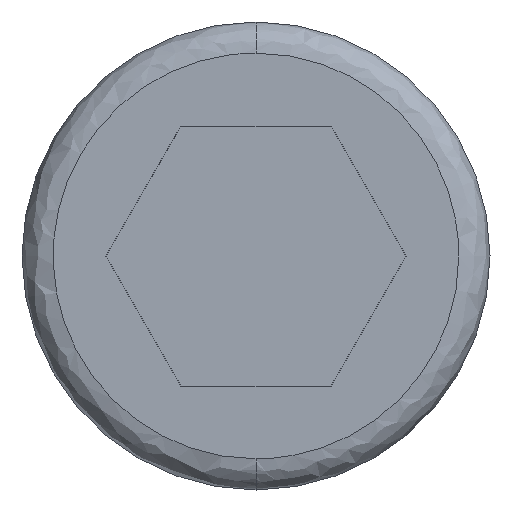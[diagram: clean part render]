
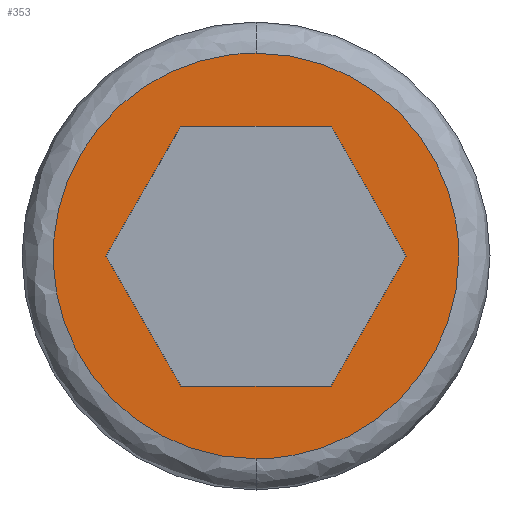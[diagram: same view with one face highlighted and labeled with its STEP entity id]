
A CAD part, front view. The second image highlights one B-rep face of the part: STEP entity #353.
In plain terms, the highlighted planar face has unit normal (0, -1, 0).
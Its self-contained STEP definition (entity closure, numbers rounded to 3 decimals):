
#10 = ORIENTED_EDGE ( 'NONE', *, *, #215, .F. ) ;
#14 = CARTESIAN_POINT ( 'NONE',  ( 2.887, -12., -5. ) ) ;
#15 = VECTOR ( 'NONE', #357, 1000. ) ;
#16 = VECTOR ( 'NONE', #307, 1000. ) ;
#24 = CARTESIAN_POINT ( 'NONE',  ( -4.569, -12., -7.8 ) ) ;
#36 = EDGE_CURVE ( 'NONE', #707, #813, #773, .T. ) ;
#56 = PLANE ( 'NONE',  #535 ) ;
#62 = CARTESIAN_POINT ( 'NONE',  ( -2.887, -12., 5. ) ) ;
#74 = VERTEX_POINT ( 'NONE', #573 ) ;
#80 = LINE ( 'NONE', #304, #16 ) ;
#81 = CARTESIAN_POINT ( 'NONE',  ( 5.774, -12., 0. ) ) ;
#89 = LINE ( 'NONE', #553, #15 ) ;
#106 = ORIENTED_EDGE ( 'NONE', *, *, #116, .F. ) ;
#116 = EDGE_CURVE ( 'NONE', #176, #414, #139, .T. ) ;
#121 = CARTESIAN_POINT ( 'NONE',  ( 5.774, -12., 0. ) ) ;
#139 =( BOUNDED_CURVE ( )  B_SPLINE_CURVE ( 3, ( #774, #431, #154, #706 ),
 .UNSPECIFIED., .F., .F. ) 
 B_SPLINE_CURVE_WITH_KNOTS ( ( 4, 4 ),
 ( 0., 1. ),
 .UNSPECIFIED. ) 
 CURVE ( )  GEOMETRIC_REPRESENTATION_ITEM ( )  RATIONAL_B_SPLINE_CURVE ( ( 1., 0.805, 0.805, 1. ) ) 
 REPRESENTATION_ITEM ( '' )  );
#151 = CARTESIAN_POINT ( 'NONE',  ( -7.8, -12., 0. ) ) ;
#154 = CARTESIAN_POINT ( 'NONE',  ( 7.8, -12., 4.569 ) ) ;
#155 = CARTESIAN_POINT ( 'NONE',  ( 0., -12., 7.8 ) ) ;
#176 = VERTEX_POINT ( 'NONE', #724 ) ;
#177 = ORIENTED_EDGE ( 'NONE', *, *, #711, .F. ) ;
#183 = CARTESIAN_POINT ( 'NONE',  ( 7.8, -12., 0. ) ) ;
#184 = EDGE_CURVE ( 'NONE', #742, #74, #451, .T. ) ;
#208 = ORIENTED_EDGE ( 'NONE', *, *, #36, .T. ) ;
#215 = EDGE_CURVE ( 'NONE', #414, #795, #370, .T. ) ;
#221 = CARTESIAN_POINT ( 'NONE',  ( 2.887, -12., 5. ) ) ;
#234 = DIRECTION ( 'NONE',  ( -1., 0., 0. ) ) ;
#258 = CARTESIAN_POINT ( 'NONE',  ( 0., -12., 0. ) ) ;
#260 = VERTEX_POINT ( 'NONE', #62 ) ;
#266 = VECTOR ( 'NONE', #234, 1000. ) ;
#280 = EDGE_LOOP ( 'NONE', ( #106, #177, #10 ) ) ;
#293 = EDGE_CURVE ( 'NONE', #627, #260, #395, .T. ) ;
#300 = VECTOR ( 'NONE', #312, 1000. ) ;
#304 = CARTESIAN_POINT ( 'NONE',  ( -2.887, -12., -5. ) ) ;
#307 = DIRECTION ( 'NONE',  ( -0.5, 0., 0.866 ) ) ;
#308 = CARTESIAN_POINT ( 'NONE',  ( 0., -12., -5. ) ) ;
#312 = DIRECTION ( 'NONE',  ( -0.5, 0., -0.866 ) ) ;
#318 = DIRECTION ( 'NONE',  ( 0., 0., -1. ) ) ;
#324 = DIRECTION ( 'NONE',  ( 0.5, 0., 0.866 ) ) ;
#325 = ORIENTED_EDGE ( 'NONE', *, *, #569, .T. ) ;
#328 = CARTESIAN_POINT ( 'NONE',  ( -5.774, -12., 0. ) ) ;
#346 = CARTESIAN_POINT ( 'NONE',  ( 2.887, -12., 5. ) ) ;
#348 = CARTESIAN_POINT ( 'NONE',  ( -7.8, -12., -4.569 ) ) ;
#353 = ADVANCED_FACE ( 'NONE', ( #404, #449 ), #56, .T. ) ;
#357 = DIRECTION ( 'NONE',  ( 1., 0., 0. ) ) ;
#370 =( BOUNDED_CURVE ( )  B_SPLINE_CURVE ( 3, ( #448, #452, #787, #845 ),
 .UNSPECIFIED., .F., .F. ) 
 B_SPLINE_CURVE_WITH_KNOTS ( ( 4, 4 ),
 ( 0., 0.333 ),
 .UNSPECIFIED. ) 
 CURVE ( )  GEOMETRIC_REPRESENTATION_ITEM ( )  RATIONAL_B_SPLINE_CURVE ( ( 1., 0.805, 0.805, 1. ) ) 
 REPRESENTATION_ITEM ( '' )  );
#395 = LINE ( 'NONE', #328, #660 ) ;
#404 = FACE_BOUND ( 'NONE', #605, .T. ) ;
#414 = VERTEX_POINT ( 'NONE', #183 ) ;
#431 = CARTESIAN_POINT ( 'NONE',  ( 4.569, -12., 7.8 ) ) ;
#436 = VECTOR ( 'NONE', #498, 1000. ) ;
#448 = CARTESIAN_POINT ( 'NONE',  ( 7.8, -12., 0. ) ) ;
#449 = FACE_OUTER_BOUND ( 'NONE', #280, .T. ) ;
#451 = LINE ( 'NONE', #308, #266 ) ;
#452 = CARTESIAN_POINT ( 'NONE',  ( 7.8, -12., -4.569 ) ) ;
#498 = DIRECTION ( 'NONE',  ( 0.5, 0., -0.866 ) ) ;
#535 = AXIS2_PLACEMENT_3D ( 'NONE', #258, #862, #318 ) ;
#553 = CARTESIAN_POINT ( 'NONE',  ( 0., -12., 5. ) ) ;
#569 = EDGE_CURVE ( 'NONE', #74, #627, #80, .T. ) ;
#573 = CARTESIAN_POINT ( 'NONE',  ( -2.887, -12., -5. ) ) ;
#594 = ORIENTED_EDGE ( 'NONE', *, *, #293, .T. ) ;
#596 = EDGE_CURVE ( 'NONE', #813, #742, #747, .T. ) ;
#605 = EDGE_LOOP ( 'NONE', ( #208, #648, #865, #325, #594, #730 ) ) ;
#627 = VERTEX_POINT ( 'NONE', #798 ) ;
#628 =( BOUNDED_CURVE ( )  B_SPLINE_CURVE ( 3, ( #687, #24, #348, #151, #708, #825, #155 ),
 .UNSPECIFIED., .F., .F. ) 
 B_SPLINE_CURVE_WITH_KNOTS ( ( 4, 3, 4 ),
 ( 0.333, 0.667, 1. ),
 .UNSPECIFIED. ) 
 CURVE ( )  GEOMETRIC_REPRESENTATION_ITEM ( )  RATIONAL_B_SPLINE_CURVE ( ( 1., 0.805, 0.805, 1., 0.805, 0.805, 1. ) ) 
 REPRESENTATION_ITEM ( '' )  );
#630 = CARTESIAN_POINT ( 'NONE',  ( 0., -12., -7.8 ) ) ;
#648 = ORIENTED_EDGE ( 'NONE', *, *, #596, .T. ) ;
#660 = VECTOR ( 'NONE', #324, 1000. ) ;
#687 = CARTESIAN_POINT ( 'NONE',  ( 0., -12., -7.8 ) ) ;
#706 = CARTESIAN_POINT ( 'NONE',  ( 7.8, -12., 0. ) ) ;
#707 = VERTEX_POINT ( 'NONE', #346 ) ;
#708 = CARTESIAN_POINT ( 'NONE',  ( -7.8, -12., 4.569 ) ) ;
#711 = EDGE_CURVE ( 'NONE', #795, #176, #628, .T. ) ;
#724 = CARTESIAN_POINT ( 'NONE',  ( 0., -12., 7.8 ) ) ;
#730 = ORIENTED_EDGE ( 'NONE', *, *, #807, .T. ) ;
#742 = VERTEX_POINT ( 'NONE', #14 ) ;
#747 = LINE ( 'NONE', #121, #300 ) ;
#773 = LINE ( 'NONE', #221, #436 ) ;
#774 = CARTESIAN_POINT ( 'NONE',  ( 0., -12., 7.8 ) ) ;
#787 = CARTESIAN_POINT ( 'NONE',  ( 4.569, -12., -7.8 ) ) ;
#795 = VERTEX_POINT ( 'NONE', #630 ) ;
#798 = CARTESIAN_POINT ( 'NONE',  ( -5.774, -12., 0. ) ) ;
#807 = EDGE_CURVE ( 'NONE', #260, #707, #89, .T. ) ;
#813 = VERTEX_POINT ( 'NONE', #81 ) ;
#825 = CARTESIAN_POINT ( 'NONE',  ( -4.569, -12., 7.8 ) ) ;
#845 = CARTESIAN_POINT ( 'NONE',  ( 0., -12., -7.8 ) ) ;
#862 = DIRECTION ( 'NONE',  ( 0., -1., 0. ) ) ;
#865 = ORIENTED_EDGE ( 'NONE', *, *, #184, .T. ) ;
